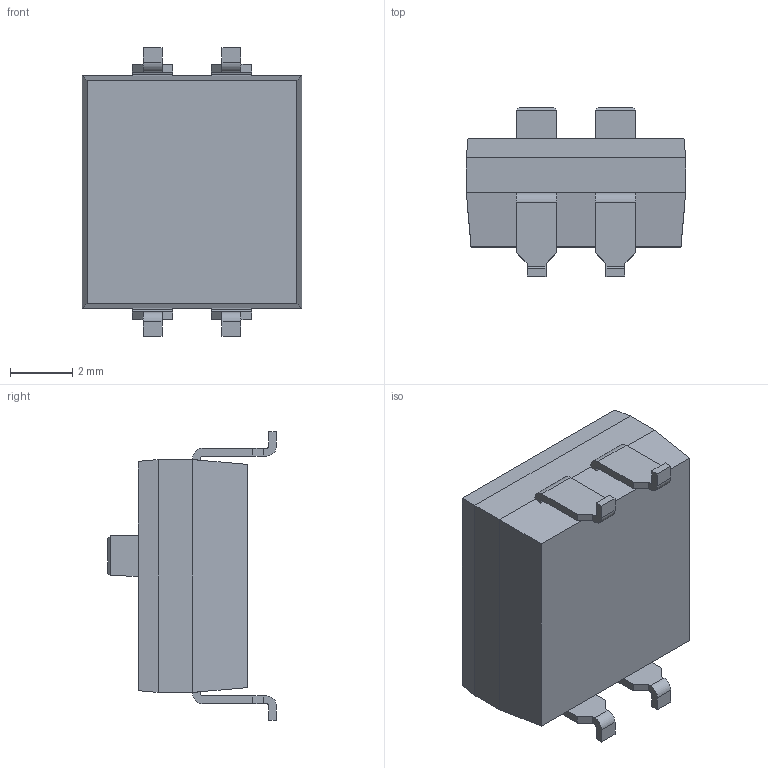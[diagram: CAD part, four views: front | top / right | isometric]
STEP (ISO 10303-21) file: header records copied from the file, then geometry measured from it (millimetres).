
FILE_DESCRIPTION (( 'STEP AP214' ), '1' );
FILE_NAME ('SDA02H1SBD.STEP', '2020-10-01T16:31:24', ( '' ), ( '' ), 'SwSTEP 2.0', 'SolidWorks 2017', '' );
FILE_SCHEMA (( 'AUTOMOTIVE_DESIGN' ));
Length unit declared in the file: inch
Products named in the file (1): SDA02H1SBD
Bounding box: 7.06 x 5.44 x 9.3 mm (x, y, z)
Volume: 187.4 mm3; surface area: 273.4 mm2
Topology: 9 solids, 9 shells, 148 faces, 363 edges, 236 vertices
Faces by surface type: plane 132, cylinder 16
Entity records: 4403 total; most frequent: CARTESIAN_POINT 748, ORIENTED_EDGE 726, DIRECTION 693, EDGE_CURVE 363, LINE 331, VECTOR 331, VERTEX_POINT 236, AXIS2_PLACEMENT_3D 181
